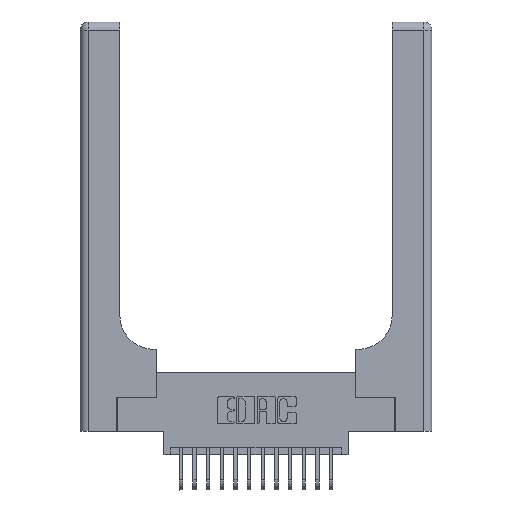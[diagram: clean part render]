
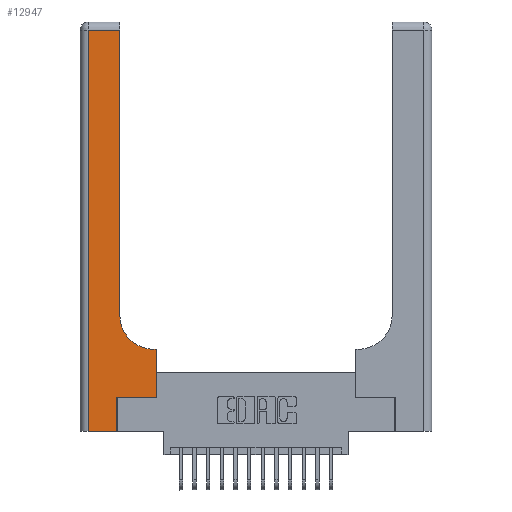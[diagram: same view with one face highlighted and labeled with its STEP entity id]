
A CAD part, top view. The second image highlights one B-rep face of the part: STEP entity #12947.
In plain terms, the highlighted planar face has unit normal (0, 0, 1).
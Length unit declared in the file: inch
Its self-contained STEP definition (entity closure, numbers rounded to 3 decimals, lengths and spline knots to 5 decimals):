
#204 = EDGE_CURVE ( 'NONE', #611, #11512, #3620, .T. ) ;
#572 = CARTESIAN_POINT ( 'NONE',  ( 0.5585, 0.25, 0.37 ) ) ;
#611 = VERTEX_POINT ( 'NONE', #572 ) ;
#1269 = LINE ( 'NONE', #7737, #6223 ) ;
#1318 = CARTESIAN_POINT ( 'NONE',  ( 0., 2.94, 0.37 ) ) ;
#2250 = VECTOR ( 'NONE', #18400, 39.37008 ) ;
#2297 = CARTESIAN_POINT ( 'NONE',  ( 0.269, 0.25, 0.37 ) ) ;
#2347 = CARTESIAN_POINT ( 'NONE',  ( 0.5415, 0.85, 0.37 ) ) ;
#2678 = EDGE_LOOP ( 'NONE', ( #3559, #3961, #4377, #4880, #5869, #6578, #7233, #8910, #10216 ) ) ;
#2743 = CARTESIAN_POINT ( 'NONE',  ( 0.269, 0.25, 0.37 ) ) ;
#2759 = CIRCLE ( 'NONE', #10839, 0.25 ) ;
#2904 = VERTEX_POINT ( 'NONE', #2743 ) ;
#3490 = CARTESIAN_POINT ( 'NONE',  ( 0.5415, 0.6, 0.37 ) ) ;
#3529 = CARTESIAN_POINT ( 'NONE',  ( 0.2915, 0.85, 0.37 ) ) ;
#3559 = ORIENTED_EDGE ( 'NONE', *, *, #10694, .T. ) ;
#3620 = LINE ( 'NONE', #4181, #18172 ) ;
#3670 = VERTEX_POINT ( 'NONE', #10151 ) ;
#3708 = LINE ( 'NONE', #2297, #14196 ) ;
#3836 = CARTESIAN_POINT ( 'NONE',  ( 0.06, 3., 0.37 ) ) ;
#3857 = DIRECTION ( 'NONE',  ( 1., 0., 0. ) ) ;
#3961 = ORIENTED_EDGE ( 'NONE', *, *, #14666, .T. ) ;
#4127 = CARTESIAN_POINT ( 'NONE',  ( 0.2915, 3., 0.37 ) ) ;
#4181 = CARTESIAN_POINT ( 'NONE',  ( 0.5585, 0.25, 0.37 ) ) ;
#4199 = VERTEX_POINT ( 'NONE', #3490 ) ;
#4202 = DIRECTION ( 'NONE',  ( 0., 1., 0. ) ) ;
#4327 = PLANE ( 'NONE',  #10258 ) ;
#4377 = ORIENTED_EDGE ( 'NONE', *, *, #12211, .T. ) ;
#4550 = CARTESIAN_POINT ( 'NONE',  ( 0.06, 0., 0.37 ) ) ;
#4671 = VECTOR ( 'NONE', #5349, 39.37008 ) ;
#4744 = CARTESIAN_POINT ( 'NONE',  ( 0.2915, 2.94, 0.37 ) ) ;
#4801 = VERTEX_POINT ( 'NONE', #3529 ) ;
#4880 = ORIENTED_EDGE ( 'NONE', *, *, #17369, .T. ) ;
#5349 = DIRECTION ( 'NONE',  ( 0., -1., 0. ) ) ;
#5869 = ORIENTED_EDGE ( 'NONE', *, *, #11645, .T. ) ;
#6223 = VECTOR ( 'NONE', #17468, 39.37008 ) ;
#6578 = ORIENTED_EDGE ( 'NONE', *, *, #13239, .T. ) ;
#7139 = VECTOR ( 'NONE', #16940, 39.37008 ) ;
#7233 = ORIENTED_EDGE ( 'NONE', *, *, #204, .T. ) ;
#7298 = DIRECTION ( 'NONE',  ( 0., 0., -1. ) ) ;
#7585 = LINE ( 'NONE', #10003, #7139 ) ;
#7737 = CARTESIAN_POINT ( 'NONE',  ( 0., 0., 0.37 ) ) ;
#8910 = ORIENTED_EDGE ( 'NONE', *, *, #14615, .T. ) ;
#9403 = CARTESIAN_POINT ( 'NONE',  ( 0.269, 0., 0.37 ) ) ;
#10003 = CARTESIAN_POINT ( 'NONE',  ( 0.2915, 0.6, 0.37 ) ) ;
#10102 = VECTOR ( 'NONE', #14098, 39.37008 ) ;
#10151 = CARTESIAN_POINT ( 'NONE',  ( 0.06, 2.94, 0.37 ) ) ;
#10216 = ORIENTED_EDGE ( 'NONE', *, *, #13251, .T. ) ;
#10258 = AXIS2_PLACEMENT_3D ( 'NONE', #15687, #7298, #17050 ) ;
#10694 = EDGE_CURVE ( 'NONE', #4801, #15640, #17490, .T. ) ;
#10755 = LINE ( 'NONE', #9403, #14037 ) ;
#10839 = AXIS2_PLACEMENT_3D ( 'NONE', #2347, #12425, #3857 ) ;
#10964 = DIRECTION ( 'NONE',  ( 1., 0., 0. ) ) ;
#11512 = VERTEX_POINT ( 'NONE', #17391 ) ;
#11645 = EDGE_CURVE ( 'NONE', #16092, #2904, #10755, .T. ) ;
#12211 = EDGE_CURVE ( 'NONE', #3670, #12537, #12250, .T. ) ;
#12250 = LINE ( 'NONE', #3836, #4671 ) ;
#12425 = DIRECTION ( 'NONE',  ( 0., 0., -1. ) ) ;
#12537 = VERTEX_POINT ( 'NONE', #4550 ) ;
#12947 = ADVANCED_FACE ( 'NONE', ( #18481 ), #4327, .F. ) ;
#13239 = EDGE_CURVE ( 'NONE', #2904, #611, #3708, .T. ) ;
#13251 = EDGE_CURVE ( 'NONE', #4199, #4801, #2759, .T. ) ;
#13381 = CARTESIAN_POINT ( 'NONE',  ( 0.269, 0., 0.37 ) ) ;
#14037 = VECTOR ( 'NONE', #17723, 39.37008 ) ;
#14098 = DIRECTION ( 'NONE',  ( 0., 1., 0. ) ) ;
#14196 = VECTOR ( 'NONE', #10964, 39.37008 ) ;
#14615 = EDGE_CURVE ( 'NONE', #11512, #4199, #7585, .T. ) ;
#14666 = EDGE_CURVE ( 'NONE', #15640, #3670, #17793, .T. ) ;
#15640 = VERTEX_POINT ( 'NONE', #4744 ) ;
#15687 = CARTESIAN_POINT ( 'NONE',  ( 0., 3., 0.37 ) ) ;
#16092 = VERTEX_POINT ( 'NONE', #13381 ) ;
#16940 = DIRECTION ( 'NONE',  ( -1., 0., 0. ) ) ;
#17050 = DIRECTION ( 'NONE',  ( -1., 0., 0. ) ) ;
#17369 = EDGE_CURVE ( 'NONE', #12537, #16092, #1269, .T. ) ;
#17391 = CARTESIAN_POINT ( 'NONE',  ( 0.5585, 0.6, 0.37 ) ) ;
#17468 = DIRECTION ( 'NONE',  ( 1., 0., 0. ) ) ;
#17490 = LINE ( 'NONE', #4127, #10102 ) ;
#17723 = DIRECTION ( 'NONE',  ( 0., 1., 0. ) ) ;
#17793 = LINE ( 'NONE', #1318, #2250 ) ;
#18172 = VECTOR ( 'NONE', #4202, 39.37008 ) ;
#18400 = DIRECTION ( 'NONE',  ( -1., 0., 0. ) ) ;
#18481 = FACE_OUTER_BOUND ( 'NONE', #2678, .T. ) ;
